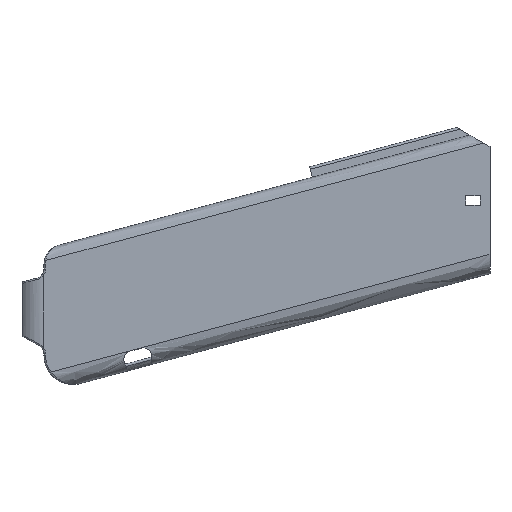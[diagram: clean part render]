
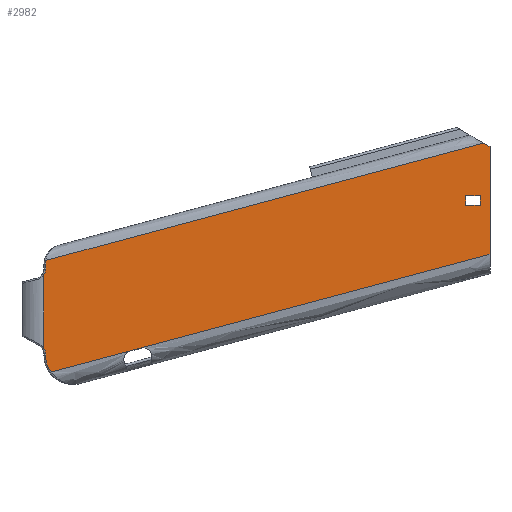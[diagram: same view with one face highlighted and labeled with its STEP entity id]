
A CAD part, left-side view. The second image highlights one B-rep face of the part: STEP entity #2982.
In plain terms, the highlighted planar face has unit normal (-1, 0, 0).
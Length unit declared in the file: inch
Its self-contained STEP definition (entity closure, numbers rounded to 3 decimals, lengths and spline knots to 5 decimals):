
#252=FACE_BOUND('',#733,.T.);
#342=CIRCLE('',#3189,0.23);
#347=CIRCLE('',#3197,0.355);
#374=CIRCLE('',#3246,0.14);
#375=CIRCLE('',#3248,0.14);
#554=FACE_OUTER_BOUND('',#732,.T.);
#732=EDGE_LOOP('',(#2694,#2695,#2696,#2697,#2698,#2699,#2700,#2701,#2702,
#2703,#2704));
#733=EDGE_LOOP('',(#2705,#2706,#2707,#2708));
#820=LINE('',#4142,#993);
#827=LINE('',#4154,#1000);
#832=LINE('',#4162,#1005);
#834=LINE('',#4166,#1007);
#836=LINE('',#4172,#1009);
#843=LINE('',#4194,#1016);
#906=LINE('',#5818,#1079);
#908=LINE('',#6060,#1081);
#911=LINE('',#6069,#1084);
#926=LINE('',#6461,#1099);
#941=LINE('',#6843,#1114);
#993=VECTOR('',#3366,0.3937);
#1000=VECTOR('',#3377,0.3937);
#1005=VECTOR('',#3384,0.3937);
#1007=VECTOR('',#3390,0.3937);
#1009=VECTOR('',#3394,0.3937);
#1016=VECTOR('',#3411,0.3937);
#1079=VECTOR('',#3766,0.3937);
#1081=VECTOR('',#3798,0.3937);
#1084=VECTOR('',#3807,0.3937);
#1099=VECTOR('',#3956,0.3937);
#1114=VECTOR('',#4021,0.3937);
#1160=VERTEX_POINT('',#4139);
#1161=VERTEX_POINT('',#4141);
#1164=VERTEX_POINT('',#4153);
#1165=VERTEX_POINT('',#4157);
#1167=VERTEX_POINT('',#4168);
#1169=VERTEX_POINT('',#4171);
#1179=VERTEX_POINT('',#4193);
#1330=VERTEX_POINT('',#5812);
#1341=VERTEX_POINT('',#6053);
#1343=VERTEX_POINT('',#6058);
#1344=VERTEX_POINT('',#6063);
#1346=VERTEX_POINT('',#6067);
#1347=VERTEX_POINT('',#6071);
#1353=VERTEX_POINT('',#6158);
#1361=VERTEX_POINT('',#6248);
#1444=EDGE_CURVE('',#1161,#1160,#820,.T.);
#1451=EDGE_CURVE('',#1164,#1161,#827,.T.);
#1456=EDGE_CURVE('',#1165,#1164,#832,.T.);
#1458=EDGE_CURVE('',#1160,#1165,#834,.T.);
#1460=EDGE_CURVE('',#1167,#1169,#836,.T.);
#1471=EDGE_CURVE('',#1179,#1167,#843,.T.);
#1707=EDGE_CURVE('',#1179,#1330,#906,.T.);
#1728=EDGE_CURVE('',#1341,#1330,#342,.T.);
#1730=EDGE_CURVE('',#1343,#1341,#908,.T.);
#1735=EDGE_CURVE('',#1346,#1344,#911,.T.);
#1737=EDGE_CURVE('',#1347,#1346,#347,.T.);
#1791=EDGE_CURVE('',#1344,#1361,#374,.T.);
#1792=EDGE_CURVE('',#1353,#1343,#375,.T.);
#1799=EDGE_CURVE('',#1353,#1361,#926,.T.);
#1843=EDGE_CURVE('',#1169,#1347,#941,.T.);
#2694=ORIENTED_EDGE('',*,*,#1707,.T.);
#2695=ORIENTED_EDGE('',*,*,#1728,.F.);
#2696=ORIENTED_EDGE('',*,*,#1730,.F.);
#2697=ORIENTED_EDGE('',*,*,#1792,.F.);
#2698=ORIENTED_EDGE('',*,*,#1799,.T.);
#2699=ORIENTED_EDGE('',*,*,#1791,.F.);
#2700=ORIENTED_EDGE('',*,*,#1735,.F.);
#2701=ORIENTED_EDGE('',*,*,#1737,.F.);
#2702=ORIENTED_EDGE('',*,*,#1843,.F.);
#2703=ORIENTED_EDGE('',*,*,#1460,.F.);
#2704=ORIENTED_EDGE('',*,*,#1471,.F.);
#2705=ORIENTED_EDGE('',*,*,#1456,.T.);
#2706=ORIENTED_EDGE('',*,*,#1451,.T.);
#2707=ORIENTED_EDGE('',*,*,#1444,.T.);
#2708=ORIENTED_EDGE('',*,*,#1458,.T.);
#2811=PLANE('',#3286);
#2982=ADVANCED_FACE('',(#554,#252),#2811,.T.);
#3189=AXIS2_PLACEMENT_3D('',#6055,#3792,#3793);
#3197=AXIS2_PLACEMENT_3D('',#6073,#3812,#3813);
#3246=AXIS2_PLACEMENT_3D('',#6441,#3920,#3921);
#3248=AXIS2_PLACEMENT_3D('',#6443,#3924,#3925);
#3286=AXIS2_PLACEMENT_3D('',#6842,#4019,#4020);
#3366=DIRECTION('',(0.,0.,1.));
#3377=DIRECTION('',(0.,1.,0.));
#3384=DIRECTION('',(0.,0.,-1.));
#3390=DIRECTION('',(0.,-1.,0.));
#3394=DIRECTION('',(0.,0.,-1.));
#3411=DIRECTION('',(0.,-0.866,-0.5));
#3766=DIRECTION('',(0.,0.966,-0.259));
#3792=DIRECTION('center_axis',(1.,0.,0.));
#3793=DIRECTION('ref_axis',(0.,0.996,0.086));
#3798=DIRECTION('',(0.,0.,1.));
#3807=DIRECTION('',(0.,0.,1.));
#3812=DIRECTION('center_axis',(1.,0.,0.));
#3813=DIRECTION('ref_axis',(0.,0.951,-0.308));
#3920=DIRECTION('center_axis',(-1.,0.,0.));
#3921=DIRECTION('ref_axis',(0.,-1.,0.));
#3924=DIRECTION('center_axis',(-1.,0.,0.));
#3925=DIRECTION('ref_axis',(0.,-1.,0.));
#3956=DIRECTION('',(0.,0.,-1.));
#4019=DIRECTION('center_axis',(-1.,0.,0.));
#4020=DIRECTION('ref_axis',(0.,0.,1.));
#4021=DIRECTION('',(0.,0.966,-0.259));
#4139=CARTESIAN_POINT('',(-0.362,-1.3125,0.38942));
#4141=CARTESIAN_POINT('',(-0.362,-1.3125,0.26442));
#4142=CARTESIAN_POINT('',(-0.362,-1.3125,-0.26858));
#4153=CARTESIAN_POINT('',(-0.362,-1.5,0.26442));
#4154=CARTESIAN_POINT('',(-0.362,-1.5,0.26442));
#4157=CARTESIAN_POINT('',(-0.362,-1.5,0.38942));
#4162=CARTESIAN_POINT('',(-0.362,-1.5,0.23142));
#4166=CARTESIAN_POINT('',(-0.362,-1.3125,0.38942));
#4168=CARTESIAN_POINT('',(-0.362,-1.625,1.01667));
#4171=CARTESIAN_POINT('',(-0.362,-1.625,-0.36408));
#4172=CARTESIAN_POINT('',(-0.362,-1.625,1.08492));
#4193=CARTESIAN_POINT('',(-0.362,-1.54426,1.06328));
#4194=CARTESIAN_POINT('',(-0.362,-1.34668,1.17736));
#5812=CARTESIAN_POINT('',(-0.362,4.07373,-0.44205));
#5818=CARTESIAN_POINT('',(-0.362,-1.625,1.08492));
#6053=CARTESIAN_POINT('',(-0.362,4.07892,-0.49063));
#6055=CARTESIAN_POINT('Origin',(-0.362,3.84892,-0.49063));
#6058=CARTESIAN_POINT('',(-0.362,4.07892,-0.55345));
#6060=CARTESIAN_POINT('',(-0.362,4.07892,-1.46734));
#6063=CARTESIAN_POINT('',(-0.362,4.07892,-1.64166));
#6067=CARTESIAN_POINT('',(-0.362,4.07892,-1.65909));
#6069=CARTESIAN_POINT('',(-0.362,4.07892,-1.46734));
#6071=CARTESIAN_POINT('',(-0.362,4.00708,-1.8732));
#6073=CARTESIAN_POINT('Origin',(-0.362,3.72392,-1.65909));
#6158=CARTESIAN_POINT('',(-0.362,4.09892,-0.62556));
#6248=CARTESIAN_POINT('',(-0.362,4.09892,-1.56955));
#6441=CARTESIAN_POINT('Origin',(-0.362,4.21892,-1.64166));
#6443=CARTESIAN_POINT('Origin',(-0.362,4.21892,-0.55345));
#6461=CARTESIAN_POINT('',(-0.362,4.09892,-1.46734));
#6842=CARTESIAN_POINT('Origin',(-0.362,0.,-0.7995));
#6843=CARTESIAN_POINT('',(-0.362,-1.625,-0.36408));
